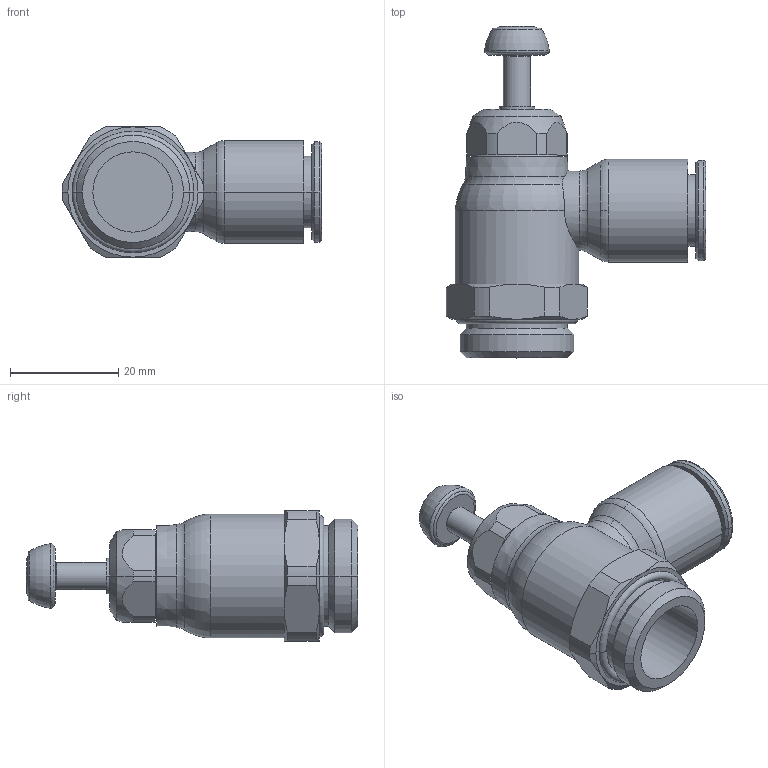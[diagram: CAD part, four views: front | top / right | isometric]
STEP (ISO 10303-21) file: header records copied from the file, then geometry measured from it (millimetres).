
FILE_DESCRIPTION(('STEP AP214'),'1');
FILE_NAME('7061_12_21.stp','2016-07-07T14:20:49',('TraceParts'),('TraceParts S.A.'),'Spatial InterOp 3D',' ',' ');
FILE_SCHEMA(('automotive_design'));
Length unit declared in the file: millimetre
Products named in the file (1): 1
Bounding box: 47.77 x 61.19 x 24 mm (x, y, z)
Volume: 14236.3 mm3; surface area: 8998.6 mm2
Topology: 1 solids, 1 shells, 111 faces, 284 edges, 184 vertices
Faces by surface type: cylinder 37, cone 32, plane 26, torus 16
Full cylindrical faces by diameter (mm): 5 x2, 22.801 x1
Entity records: 3601 total; most frequent: CARTESIAN_POINT 893, DIRECTION 608, ORIENTED_EDGE 546, EDGE_CURVE 273, AXIS2_PLACEMENT_3D 265, VERTEX_POINT 184, CIRCLE 153, EDGE_LOOP 134
